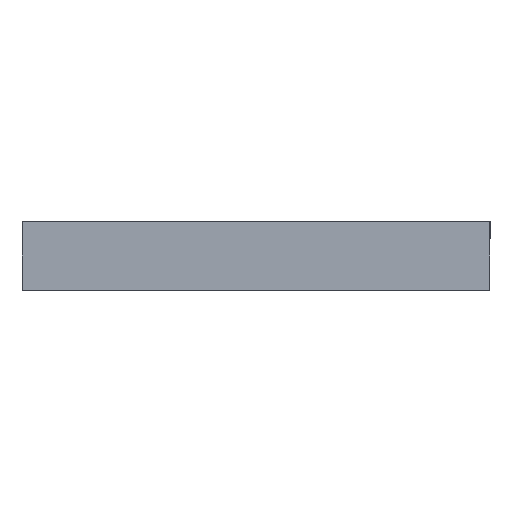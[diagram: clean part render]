
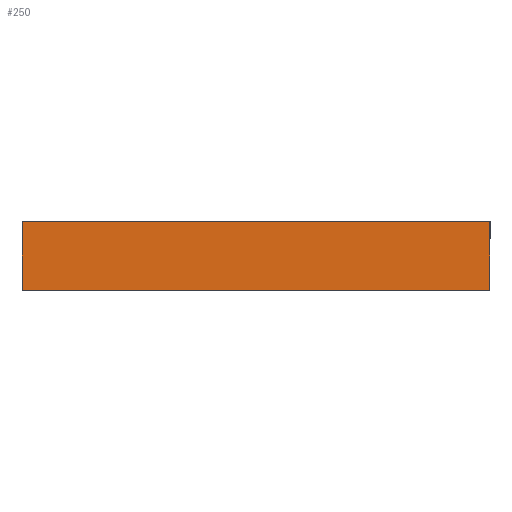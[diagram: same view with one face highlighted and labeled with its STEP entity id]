
A CAD part, left-side view. The second image highlights one B-rep face of the part: STEP entity #250.
In plain terms, the highlighted planar face has unit normal (-1, 0, 0).
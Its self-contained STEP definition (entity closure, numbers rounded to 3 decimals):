
#16 = FACE_OUTER_BOUND ( 'NONE', #171, .T. ) ;
#42 = CARTESIAN_POINT ( 'NONE',  ( 0., 0., 22. ) ) ;
#48 = DIRECTION ( 'NONE',  ( 0., 0., -1. ) ) ;
#55 = LINE ( 'NONE', #201, #61 ) ;
#61 = VECTOR ( 'NONE', #48, 1000. ) ;
#62 = VERTEX_POINT ( 'NONE', #42 ) ;
#65 = VERTEX_POINT ( 'NONE', #73 ) ;
#67 = LINE ( 'NONE', #223, #118 ) ;
#73 = CARTESIAN_POINT ( 'NONE',  ( 0., -150., 0. ) ) ;
#77 = PLANE ( 'NONE',  #224 ) ;
#94 = ORIENTED_EDGE ( 'NONE', *, *, #138, .T. ) ;
#108 = DIRECTION ( 'NONE',  ( 0., 0., -1. ) ) ;
#118 = VECTOR ( 'NONE', #247, 1000. ) ;
#124 = CARTESIAN_POINT ( 'NONE',  ( 0., 0., 0. ) ) ;
#125 = LINE ( 'NONE', #274, #204 ) ;
#138 = EDGE_CURVE ( 'NONE', #62, #143, #55, .T. ) ;
#143 = VERTEX_POINT ( 'NONE', #124 ) ;
#166 = EDGE_CURVE ( 'NONE', #209, #65, #125, .T. ) ;
#171 = EDGE_LOOP ( 'NONE', ( #300, #94, #228, #178 ) ) ;
#173 = DIRECTION ( 'NONE',  ( -1., 0., 0. ) ) ;
#178 = ORIENTED_EDGE ( 'NONE', *, *, #166, .F. ) ;
#180 = CARTESIAN_POINT ( 'NONE',  ( 0., -150., 22. ) ) ;
#181 = CARTESIAN_POINT ( 'NONE',  ( 0., 0.01, -0.01 ) ) ;
#191 = EDGE_CURVE ( 'NONE', #209, #62, #67, .T. ) ;
#201 = CARTESIAN_POINT ( 'NONE',  ( 0., 0., 11. ) ) ;
#204 = VECTOR ( 'NONE', #108, 1000. ) ;
#207 = DIRECTION ( 'NONE',  ( 0., -1., 0. ) ) ;
#209 = VERTEX_POINT ( 'NONE', #180 ) ;
#223 = CARTESIAN_POINT ( 'NONE',  ( 0., -75., 22. ) ) ;
#224 = AXIS2_PLACEMENT_3D ( 'NONE', #181, #173, #207 ) ;
#228 = ORIENTED_EDGE ( 'NONE', *, *, #269, .F. ) ;
#247 = DIRECTION ( 'NONE',  ( 0., 1., 0. ) ) ;
#250 = ADVANCED_FACE ( 'NONE', ( #16 ), #77, .T. ) ;
#263 = VECTOR ( 'NONE', #279, 1000. ) ;
#269 = EDGE_CURVE ( 'NONE', #65, #143, #281, .T. ) ;
#274 = CARTESIAN_POINT ( 'NONE',  ( 0., -150., 11. ) ) ;
#279 = DIRECTION ( 'NONE',  ( 0., 1., 0. ) ) ;
#281 = LINE ( 'NONE', #296, #263 ) ;
#296 = CARTESIAN_POINT ( 'NONE',  ( 0., -75., 0. ) ) ;
#300 = ORIENTED_EDGE ( 'NONE', *, *, #191, .T. ) ;
